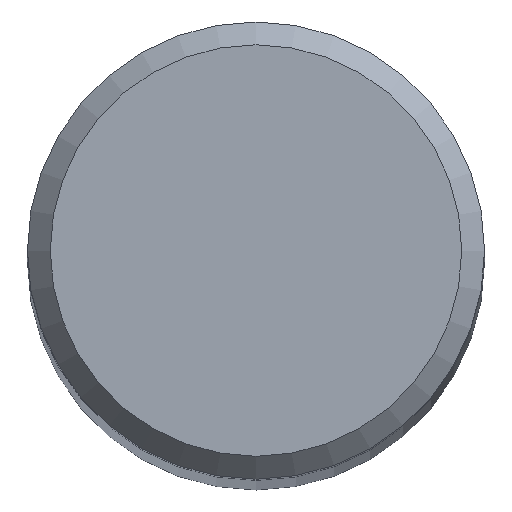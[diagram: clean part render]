
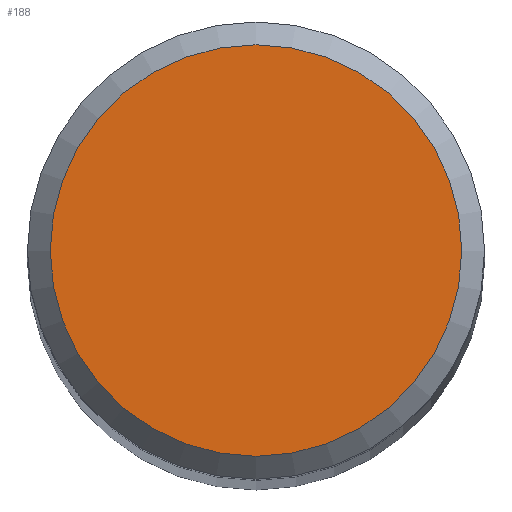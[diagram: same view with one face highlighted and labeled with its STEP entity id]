
A CAD part, top view. The second image highlights one B-rep face of the part: STEP entity #188.
In plain terms, the highlighted free-form (B-spline) face has degree [1, 1] with [2, 2] control points.
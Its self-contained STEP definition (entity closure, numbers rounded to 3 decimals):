
#154 = VERTEX_POINT('', #155);
#155 = CARTESIAN_POINT('', (-1.125, 0., 0.));
#161 = EDGE_CURVE('', #154, #154, #162, .T.);
#162 = CIRCLE('', #163, 1.125);
#163 = AXIS2_PLACEMENT_3D('', #164, #165, #166);
#164 = CARTESIAN_POINT('', (0., 0., 0.));
#165 = DIRECTION('', (0., 0., -1.));
#166 = DIRECTION('', (-1., 0., 0.));
#188 = ADVANCED_FACE('', (#189), #192, .T.);
#189 = FACE_OUTER_BOUND('', #190, .T.);
#190 = EDGE_LOOP('', (#191));
#191 = ORIENTED_EDGE('', *, *, #161, .F.);
#192 = B_SPLINE_SURFACE_WITH_KNOTS('', 1, 1, ((#193, #194), (#195, #196)), .UNSPECIFIED., .F., .F., .U., (2, 2), (2, 2), (0.045, 0.955), (0.045, 0.955), .UNSPECIFIED.);
#193 = CARTESIAN_POINT('', (1.125, -1.125, 0.));
#194 = CARTESIAN_POINT('', (-1.125, -1.125, 0.));
#195 = CARTESIAN_POINT('', (1.125, 1.125, 0.));
#196 = CARTESIAN_POINT('', (-1.125, 1.125, 0.));
